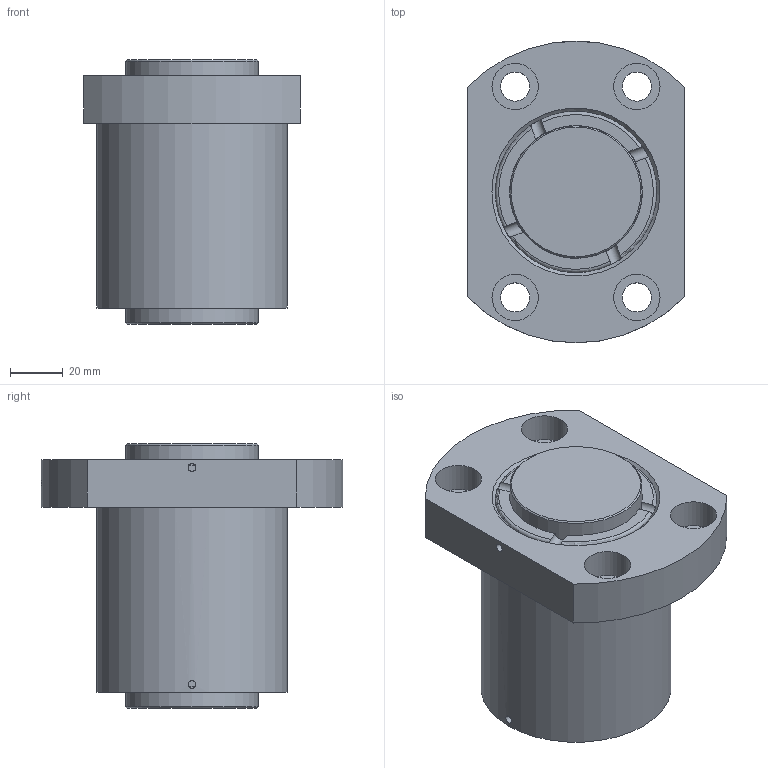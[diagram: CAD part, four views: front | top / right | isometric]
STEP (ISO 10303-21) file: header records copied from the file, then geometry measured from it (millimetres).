
FILE_DESCRIPTION(/* description */ ('STEP AP214'),/* implementation_level */ '2;1');
FILE_NAME(/* name */ 'SFNIR5010-4(100N1N100C2-1)',/* time_stamp */ '2025-09-08T11:39:59+02:00',/* author */ ('License CC BY-ND 4.0'),/* organization */ ('CADENAS'),/* preprocessor_version */ 'ST-DEVELOPER v19.3',/* originating_system */ 'PARTsolutions',/* authorisation */ ' ');
FILE_SCHEMA (('AUTOMOTIVE_DESIGN {1 0 10303 214 3 1 1}'));
Length unit declared in the file: millimetre
Products named in the file (1): SFNIR5010-4(100N1N100C2-1)
Bounding box: 82 x 114 x 100 mm (x, y, z)
Volume: 445305.5 mm3; surface area: 47665.1 mm2
Topology: 1 solids, 1 shells, 82 faces, 183 edges, 116 vertices
Faces by surface type: cylinder 45, plane 25, torus 8, cone 4
Full cylindrical faces by diameter (mm): 3 x4, 6.917 x1, 11 x4, 17.5 x4, 50 x2, 50.2 x2, 72 x1
Entity records: 2254 total; most frequent: CARTESIAN_POINT 563, DIRECTION 346, ORIENTED_EDGE 300, AXIS2_PLACEMENT_3D 157, EDGE_CURVE 150, EDGE_LOOP 126, FACE_BOUND 126, VERTEX_POINT 106
